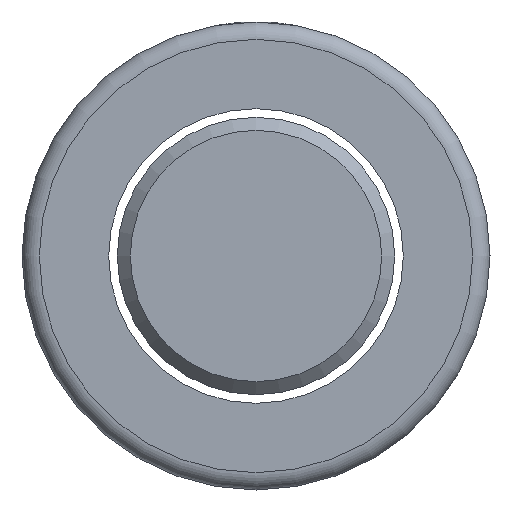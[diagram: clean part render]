
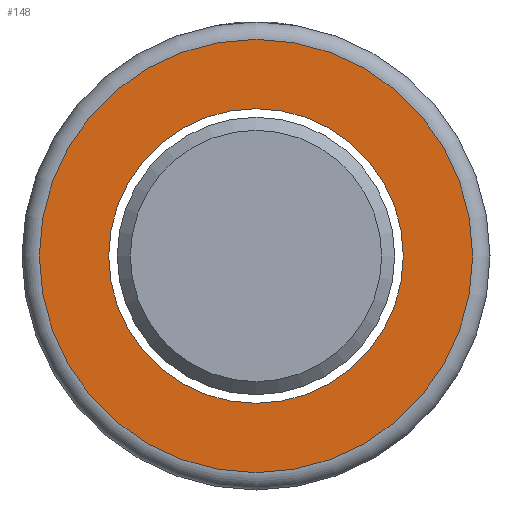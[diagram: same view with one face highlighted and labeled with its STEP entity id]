
A CAD part, left-side view. The second image highlights one B-rep face of the part: STEP entity #148.
In plain terms, the highlighted planar face has unit normal (-1, 0, 0).
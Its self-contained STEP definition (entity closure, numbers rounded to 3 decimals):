
#102=PLANE('',#354);
#109=FACE_OUTER_BOUND('',#206,.T.);
#148=ADVANCED_FACE('',(#109,#182),#102,.F.);
#182=FACE_BOUND('',#207,.T.);
#206=EDGE_LOOP('',(#243));
#207=EDGE_LOOP('',(#244));
#243=ORIENTED_EDGE('',*,*,#312,.F.);
#244=ORIENTED_EDGE('',*,*,#303,.T.);
#281=VERTEX_POINT('',#477);
#290=VERTEX_POINT('',#575);
#303=EDGE_CURVE('',#281,#281,#328,.T.);
#312=EDGE_CURVE('',#290,#290,#332,.T.);
#328=CIRCLE('',#344,17.);
#332=CIRCLE('',#353,25.);
#344=AXIS2_PLACEMENT_3D('',#476,#383,#384);
#353=AXIS2_PLACEMENT_3D('',#574,#403,#404);
#354=AXIS2_PLACEMENT_3D('',#576,#405,#406);
#383=DIRECTION('',(1.,0.,0.));
#384=DIRECTION('',(0.,1.,0.));
#403=DIRECTION('',(1.,0.,0.));
#404=DIRECTION('',(0.,1.,0.));
#405=DIRECTION('',(1.,0.,0.));
#406=DIRECTION('',(0.,1.,0.));
#476=CARTESIAN_POINT('',(-112.5,0.,0.));
#477=CARTESIAN_POINT('',(-112.5,17.,0.));
#574=CARTESIAN_POINT('',(-112.5,0.,0.));
#575=CARTESIAN_POINT('',(-112.5,25.,0.));
#576=CARTESIAN_POINT('',(-112.5,21.,0.));
